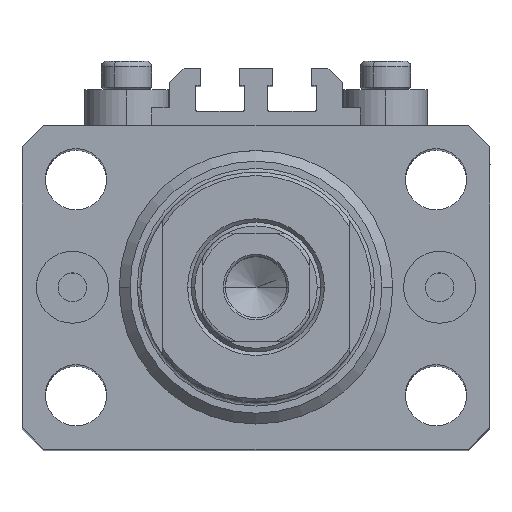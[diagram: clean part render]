
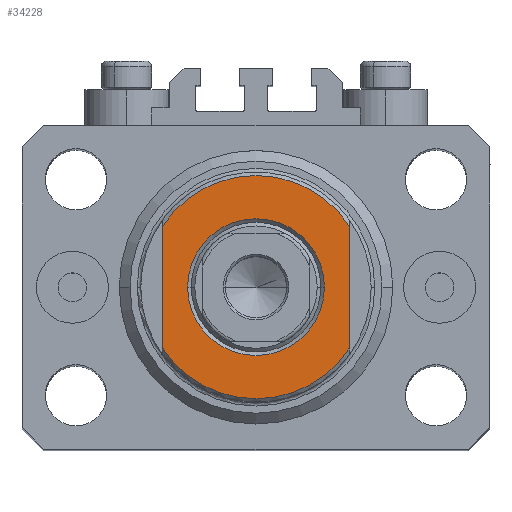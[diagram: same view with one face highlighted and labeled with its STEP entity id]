
A CAD part, top view. The second image highlights one B-rep face of the part: STEP entity #34228.
In plain terms, the highlighted face is planar.
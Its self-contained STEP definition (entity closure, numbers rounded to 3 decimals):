
#164 = CARTESIAN_POINT ( 'NONE',  ( 0., 0., -6.5 ) ) ;
#2105 = ORIENTED_EDGE ( 'NONE', *, *, #44864, .T. ) ;
#3464 = CARTESIAN_POINT ( 'NONE',  ( 0., 0., -6.5 ) ) ;
#3547 = VERTEX_POINT ( 'NONE', #42696 ) ;
#3980 = DIRECTION ( 'NONE',  ( -1., 0., 0. ) ) ;
#4128 = ORIENTED_EDGE ( 'NONE', *, *, #25740, .F. ) ;
#4140 = VERTEX_POINT ( 'NONE', #42321 ) ;
#7107 = AXIS2_PLACEMENT_3D ( 'NONE', #19863, #24149, #38693 ) ;
#9513 = ORIENTED_EDGE ( 'NONE', *, *, #34328, .T. ) ;
#10562 = AXIS2_PLACEMENT_3D ( 'NONE', #24851, #21270, #35821 ) ;
#10626 = FACE_OUTER_BOUND ( 'NONE', #19838, .T. ) ;
#11356 = EDGE_CURVE ( 'NONE', #24941, #4140, #46386, .T. ) ;
#12968 = DIRECTION ( 'NONE',  ( 0., 0., -1. ) ) ;
#13441 = DIRECTION ( 'NONE',  ( -1., 0., 0. ) ) ;
#14876 = AXIS2_PLACEMENT_3D ( 'NONE', #164, #44066, #3980 ) ;
#15977 = EDGE_LOOP ( 'NONE', ( #35953, #2105 ) ) ;
#18508 = CIRCLE ( 'NONE', #7107, 9.5 ) ;
#19209 = VECTOR ( 'NONE', #19965, 1000. ) ;
#19838 = EDGE_LOOP ( 'NONE', ( #9513, #42363, #31163, #4128 ) ) ;
#19863 = CARTESIAN_POINT ( 'NONE',  ( 0., 0., -6.5 ) ) ;
#19884 = DIRECTION ( 'NONE',  ( 0., -1., 0. ) ) ;
#19965 = DIRECTION ( 'NONE',  ( 0., -1., 0. ) ) ;
#20116 = CARTESIAN_POINT ( 'NONE',  ( 13., -43.081, -6.5 ) ) ;
#20323 = CARTESIAN_POINT ( 'NONE',  ( -9.5, 0., -6.5 ) ) ;
#21088 = VERTEX_POINT ( 'NONE', #22598 ) ;
#21270 = DIRECTION ( 'NONE',  ( 0., 0., -1. ) ) ;
#22598 = CARTESIAN_POINT ( 'NONE',  ( -13., 8.441, -6.5 ) ) ;
#23324 = LINE ( 'NONE', #23547, #19209 ) ;
#23547 = CARTESIAN_POINT ( 'NONE',  ( -13., -43.081, -6.5 ) ) ;
#24149 = DIRECTION ( 'NONE',  ( 0., 0., 1. ) ) ;
#24698 = PLANE ( 'NONE',  #32148 ) ;
#24851 = CARTESIAN_POINT ( 'NONE',  ( 0., 0., -6.5 ) ) ;
#24940 = DIRECTION ( 'NONE',  ( -1., 0., 0. ) ) ;
#24941 = VERTEX_POINT ( 'NONE', #35242 ) ;
#25740 = EDGE_CURVE ( 'NONE', #21088, #4140, #23324, .T. ) ;
#27017 = CIRCLE ( 'NONE', #14876, 9.5 ) ;
#27057 = VECTOR ( 'NONE', #19884, 1000. ) ;
#31163 = ORIENTED_EDGE ( 'NONE', *, *, #11356, .T. ) ;
#31947 = VERTEX_POINT ( 'NONE', #20323 ) ;
#32148 = AXIS2_PLACEMENT_3D ( 'NONE', #3464, #39965, #24940 ) ;
#34228 = ADVANCED_FACE ( 'NONE', ( #43786, #10626 ), #24698, .T. ) ;
#34328 = EDGE_CURVE ( 'NONE', #21088, #3547, #35985, .T. ) ;
#35242 = CARTESIAN_POINT ( 'NONE',  ( 13., -8.441, -6.5 ) ) ;
#35821 = DIRECTION ( 'NONE',  ( -1., 0., 0. ) ) ;
#35953 = ORIENTED_EDGE ( 'NONE', *, *, #41099, .T. ) ;
#35985 = CIRCLE ( 'NONE', #45884, 15.5 ) ;
#38570 = VERTEX_POINT ( 'NONE', #42226 ) ;
#38693 = DIRECTION ( 'NONE',  ( -1., 0., 0. ) ) ;
#39965 = DIRECTION ( 'NONE',  ( 0., 0., -1. ) ) ;
#41099 = EDGE_CURVE ( 'NONE', #31947, #38570, #18508, .T. ) ;
#42226 = CARTESIAN_POINT ( 'NONE',  ( 9.5, 0., -6.5 ) ) ;
#42321 = CARTESIAN_POINT ( 'NONE',  ( -13., -8.441, -6.5 ) ) ;
#42363 = ORIENTED_EDGE ( 'NONE', *, *, #46160, .T. ) ;
#42696 = CARTESIAN_POINT ( 'NONE',  ( 13., 8.441, -6.5 ) ) ;
#43786 = FACE_BOUND ( 'NONE', #15977, .T. ) ;
#44066 = DIRECTION ( 'NONE',  ( 0., 0., 1. ) ) ;
#44864 = EDGE_CURVE ( 'NONE', #38570, #31947, #27017, .T. ) ;
#45418 = CARTESIAN_POINT ( 'NONE',  ( 0., 0., -6.5 ) ) ;
#45643 = LINE ( 'NONE', #20116, #27057 ) ;
#45884 = AXIS2_PLACEMENT_3D ( 'NONE', #45418, #12968, #13441 ) ;
#46160 = EDGE_CURVE ( 'NONE', #3547, #24941, #45643, .T. ) ;
#46386 = CIRCLE ( 'NONE', #10562, 15.5 ) ;
